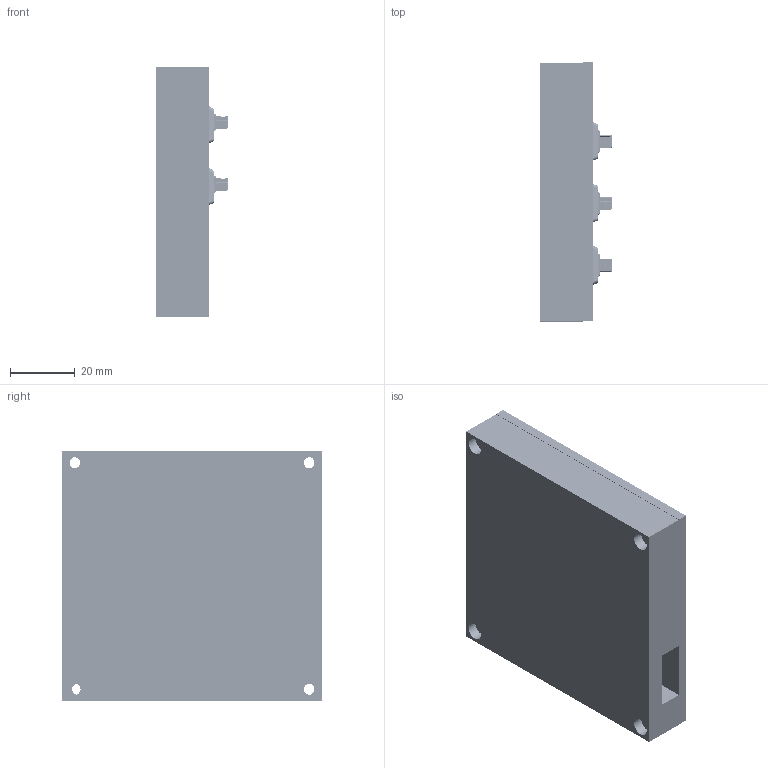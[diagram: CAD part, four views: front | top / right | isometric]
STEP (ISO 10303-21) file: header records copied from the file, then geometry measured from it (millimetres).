
FILE_DESCRIPTION(/* description */ (''),/* implementation_level */ '2;1');
FILE_NAME(/* name */ 'Case.step',/* time_stamp */ '2025-11-27T03:46:29+02:00',/* author */ (''),/* organization */ (''),/* preprocessor_version */ 'ST-DEVELOPER v20.1',/* originating_system */ 'Autodesk Translation Framework v14.21.0.0',/* authorisation */ '');
FILE_SCHEMA (('AUTOMOTIVE_DESIGN { 1 0 10303 214 3 1 1 }'));
Products named in the file (13): 2025-11-26-21-54-33-457; Prototype_PCB; Kailh Polia_1; Kailh Polia_1_1; Kailh Polia_1_2; Kailh Polia_1_3; Kailh Polia_1_4; Kailh Polia_1_5; Housing; ThickContact; SpringContact; Stem; Lid
Assembly tree (37 placements, depth 3):
  2025-11-26-21-54-33-457
    Prototype_PCB
    Kailh Polia_1
      Housing
      ThickContact
      SpringContact
      Stem
      Lid
    Kailh Polia_1_1
      Housing
      ThickContact
      SpringContact
      Stem
      Lid
    Kailh Polia_1_2
      Housing
      ThickContact
      SpringContact
      Stem
      Lid
    Kailh Polia_1_3
      Housing
      ThickContact
      SpringContact
      Stem
      Lid
    Kailh Polia_1_4
      Housing
      ThickContact
      SpringContact
      Stem
      Lid
    Kailh Polia_1_5
      Housing
      ThickContact
      SpringContact
      Stem
      Lid
Bounding box: 21.92 x 79.76 x 77.27 mm (x, y, z)
Volume: 61830.9 mm3; surface area: 54325.7 mm2
Topology: 33 solids, 33 shells, 10326 faces, 26466 edges, 16294 vertices
Faces by surface type: plane 4258, cylinder 3494, bspline 1422, sphere 564, torus 552, cone 36
Full cylindrical faces by diameter (mm): 0.889 x14, 1.2 x18, 1.5 x24, 1.7 x12, 1.95 x6, 2.1 x6, 3.2 x6, 3.4 x8, 3.85 x6, 4 x6, 4.05 x6, 5.4 x4
Entity records: 57863 total; most frequent: CARTESIAN_POINT 14147, ORIENTED_EDGE 9212, DIRECTION 8793, EDGE_CURVE 4606, AXIS2_PLACEMENT_3D 3002, VERTEX_POINT 2849, LINE 2789, VECTOR 2789
